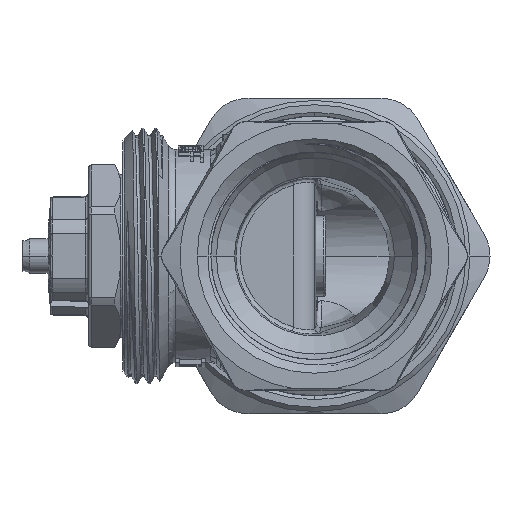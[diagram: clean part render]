
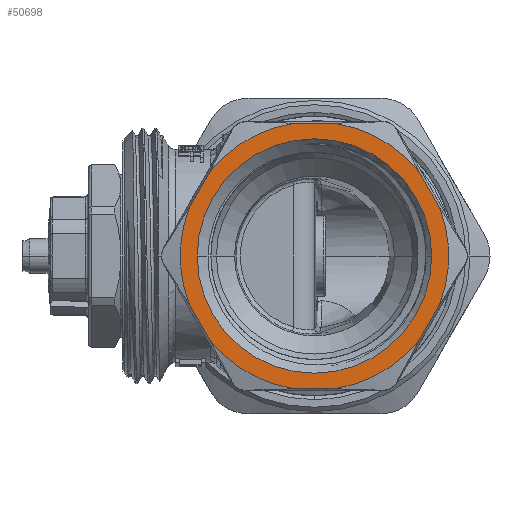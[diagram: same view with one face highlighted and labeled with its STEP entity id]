
A CAD part, left-side view. The second image highlights one B-rep face of the part: STEP entity #50698.
In plain terms, the highlighted planar face has unit normal (-1, 0, 0).
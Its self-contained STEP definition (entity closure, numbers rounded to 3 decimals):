
#18761=CARTESIAN_POINT('',(-35.,0.,0.));
#18762=DIRECTION('',(-1.,0.,0.));
#18763=DIRECTION('',(0.,-0.931,-0.364));
#18764=AXIS2_PLACEMENT_3D('',#18761,#18762,#18763);
#18766=CARTESIAN_POINT('',(-35.,0.,0.));
#18767=DIRECTION('',(1.,0.,0.));
#18768=DIRECTION('',(0.,-0.781,-0.625));
#18769=AXIS2_PLACEMENT_3D('',#18766,#18767,#18768);
#18771=CARTESIAN_POINT('',(-35.,0.,0.));
#18772=DIRECTION('',(1.,0.,0.));
#18773=DIRECTION('',(0.,0.151,-0.989));
#18774=AXIS2_PLACEMENT_3D('',#18771,#18772,#18773);
#18776=CARTESIAN_POINT('',(-35.,0.,0.));
#18777=DIRECTION('',(-1.,0.,0.));
#18778=DIRECTION('',(0.,0.151,0.989));
#18779=AXIS2_PLACEMENT_3D('',#18776,#18777,#18778);
#18781=CARTESIAN_POINT('',(-35.,0.,0.));
#18782=DIRECTION('',(-1.,0.,0.));
#18783=DIRECTION('',(0.,-0.781,0.625));
#18784=AXIS2_PLACEMENT_3D('',#18781,#18782,#18783);
#18786=CARTESIAN_POINT('',(-35.,0.,0.));
#18787=DIRECTION('',(1.,0.,0.));
#18788=DIRECTION('',(0.,-1.,0.));
#18789=AXIS2_PLACEMENT_3D('',#18786,#18787,#18788);
#18791=CARTESIAN_POINT('',(-35.,0.,0.));
#18792=DIRECTION('',(1.,0.,0.));
#18793=DIRECTION('',(0.,1.,0.));
#18794=AXIS2_PLACEMENT_3D('',#18791,#18792,#18793);
#18802=CARTESIAN_POINT('',(-35.,-14.67,-5.731));
#18809=CARTESIAN_POINT('',(-35.,-12.298,-9.839));
#18817=CARTESIAN_POINT('',(-35.,-14.67,-5.731));
#18818=CARTESIAN_POINT('',(-35.,-14.407,-6.188));
#18819=CARTESIAN_POINT('',(-35.,-13.881,-7.101));
#18820=CARTESIAN_POINT('',(-35.,-13.091,-8.471));
#18821=CARTESIAN_POINT('',(-35.,-12.563,-9.383));
#18822=CARTESIAN_POINT('',(-35.,-12.298,-9.839));
#19113=CARTESIAN_POINT('',(-35.,-12.298,9.839));
#19114=CARTESIAN_POINT('',(-35.,-12.563,9.383));
#19115=CARTESIAN_POINT('',(-35.,-13.091,8.471));
#19116=CARTESIAN_POINT('',(-35.,-13.881,7.101));
#19117=CARTESIAN_POINT('',(-35.,-14.407,6.188));
#19118=CARTESIAN_POINT('',(-35.,-14.67,5.731));
#19141=CARTESIAN_POINT('',(-35.,2.372,15.57));
#19142=CARTESIAN_POINT('',(-35.,1.845,15.571));
#19143=CARTESIAN_POINT('',(-35.,0.791,15.572));
#19144=CARTESIAN_POINT('',(-35.,-0.791,15.572));
#19145=CARTESIAN_POINT('',(-35.,-1.845,15.571));
#19146=CARTESIAN_POINT('',(-35.,-2.372,15.57));
#19171=CARTESIAN_POINT('',(-35.,14.67,5.731));
#19172=CARTESIAN_POINT('',(-35.,14.407,6.188));
#19173=CARTESIAN_POINT('',(-35.,13.881,7.102));
#19174=CARTESIAN_POINT('',(-35.,13.09,8.471));
#19175=CARTESIAN_POINT('',(-35.,12.562,9.383));
#19176=CARTESIAN_POINT('',(-35.,12.298,9.839));
#19206=CARTESIAN_POINT('',(-35.,0.,0.));
#19207=DIRECTION('',(-1.,0.,0.));
#19208=DIRECTION('',(0.,0.931,0.364));
#19209=AXIS2_PLACEMENT_3D('',#19206,#19207,#19208);
#19224=CARTESIAN_POINT('',(-35.,12.298,-9.839));
#19238=CARTESIAN_POINT('',(-35.,14.67,-5.731));
#19246=CARTESIAN_POINT('',(-35.,12.298,-9.839));
#19247=CARTESIAN_POINT('',(-35.,12.562,-9.383));
#19248=CARTESIAN_POINT('',(-35.,13.09,-8.471));
#19249=CARTESIAN_POINT('',(-35.,13.881,-7.102));
#19250=CARTESIAN_POINT('',(-35.,14.407,-6.188));
#19251=CARTESIAN_POINT('',(-35.,14.67,-5.731));
#19259=CARTESIAN_POINT('',(-35.,-2.372,-15.57));
#19268=CARTESIAN_POINT('',(-35.,2.372,-15.57));
#19276=CARTESIAN_POINT('',(-35.,-2.372,-15.57));
#19277=CARTESIAN_POINT('',(-35.,-1.845,-15.571));
#19278=CARTESIAN_POINT('',(-35.,-0.791,-15.572));
#19279=CARTESIAN_POINT('',(-35.,0.791,-15.572));
#19280=CARTESIAN_POINT('',(-35.,1.845,-15.571));
#19281=CARTESIAN_POINT('',(-35.,2.372,-15.57));
#27098=CARTESIAN_POINT('',(-35.,-13.75,0.));
#27099=CARTESIAN_POINT('',(-35.,13.75,0.));
#27100=VERTEX_POINT('',#27098);
#27101=VERTEX_POINT('',#27099);
#28108=VERTEX_POINT('',#19113);
#28109=VERTEX_POINT('',#19118);
#28112=VERTEX_POINT('',#19141);
#28113=VERTEX_POINT('',#19146);
#28116=VERTEX_POINT('',#19171);
#28117=VERTEX_POINT('',#19176);
#28121=VERTEX_POINT('',#18802);
#28122=VERTEX_POINT('',#18809);
#28125=VERTEX_POINT('',#19259);
#28126=VERTEX_POINT('',#19268);
#28129=VERTEX_POINT('',#19224);
#28130=VERTEX_POINT('',#19238);
#50662=CARTESIAN_POINT('',(-35.,0.,0.));
#50663=DIRECTION('',(1.,0.,0.));
#50664=DIRECTION('',(0.,-1.,0.));
#50665=AXIS2_PLACEMENT_3D('',#50662,#50663,#50664);
#50666=PLANE('',#50665);
#50667=ORIENTED_EDGE('',*,*,#50650,.F.);
#50669=ORIENTED_EDGE('',*,*,#50668,.T.);
#50671=ORIENTED_EDGE('',*,*,#50670,.T.);
#50673=ORIENTED_EDGE('',*,*,#50672,.T.);
#50675=ORIENTED_EDGE('',*,*,#50674,.T.);
#50677=ORIENTED_EDGE('',*,*,#50676,.T.);
#50679=ORIENTED_EDGE('',*,*,#50678,.F.);
#50681=ORIENTED_EDGE('',*,*,#50680,.T.);
#50683=ORIENTED_EDGE('',*,*,#50682,.F.);
#50685=ORIENTED_EDGE('',*,*,#50684,.T.);
#50687=ORIENTED_EDGE('',*,*,#50686,.F.);
#50689=ORIENTED_EDGE('',*,*,#50688,.T.);
#50690=EDGE_LOOP('',(#50667,#50669,#50671,#50673,#50675,#50677,#50679,#50681,
#50683,#50685,#50687,#50689));
#50691=FACE_OUTER_BOUND('',#50690,.F.);
#50693=ORIENTED_EDGE('',*,*,#50692,.F.);
#50695=ORIENTED_EDGE('',*,*,#50694,.F.);
#50696=EDGE_LOOP('',(#50693,#50695));
#50697=FACE_BOUND('',#50696,.F.);
#50698=ADVANCED_FACE('',(#50691,#50697),#50666,.F.);
#18765=CIRCLE('',#18764,15.75);
#18770=CIRCLE('',#18769,15.75);
#18775=CIRCLE('',#18774,15.75);
#18780=CIRCLE('',#18779,15.75);
#18785=CIRCLE('',#18784,15.75);
#18790=CIRCLE('',#18789,13.75);
#18795=CIRCLE('',#18794,13.75);
#18823=B_SPLINE_CURVE_WITH_KNOTS('',3,(#18817,#18818,#18819,#18820,#18821,
#18822),.UNSPECIFIED.,.F.,.F.,(4,1,1,4),(0.,0.333,
0.667,1.),.UNSPECIFIED.);
#19119=B_SPLINE_CURVE_WITH_KNOTS('',3,(#19113,#19114,#19115,#19116,#19117,
#19118),.UNSPECIFIED.,.F.,.F.,(4,1,1,4),(0.,0.333,
0.667,1.),.UNSPECIFIED.);
#19147=B_SPLINE_CURVE_WITH_KNOTS('',3,(#19141,#19142,#19143,#19144,#19145,
#19146),.UNSPECIFIED.,.F.,.F.,(4,1,1,4),(0.,0.333,
0.667,1.),.UNSPECIFIED.);
#19177=B_SPLINE_CURVE_WITH_KNOTS('',3,(#19171,#19172,#19173,#19174,#19175,
#19176),.UNSPECIFIED.,.F.,.F.,(4,1,1,4),(0.,0.333,
0.667,1.),.UNSPECIFIED.);
#19210=CIRCLE('',#19209,15.75);
#19252=B_SPLINE_CURVE_WITH_KNOTS('',3,(#19246,#19247,#19248,#19249,#19250,
#19251),.UNSPECIFIED.,.F.,.F.,(4,1,1,4),(0.,0.333,
0.667,1.),.UNSPECIFIED.);
#19282=B_SPLINE_CURVE_WITH_KNOTS('',3,(#19276,#19277,#19278,#19279,#19280,
#19281),.UNSPECIFIED.,.F.,.F.,(4,1,1,4),(0.,0.333,
0.667,1.),.UNSPECIFIED.);
#50650=EDGE_CURVE('',#28121,#28109,#18765,.T.);
#50668=EDGE_CURVE('',#28121,#28122,#18823,.T.);
#50670=EDGE_CURVE('',#28122,#28125,#18770,.T.);
#50672=EDGE_CURVE('',#28125,#28126,#19282,.T.);
#50674=EDGE_CURVE('',#28126,#28129,#18775,.T.);
#50676=EDGE_CURVE('',#28129,#28130,#19252,.T.);
#50678=EDGE_CURVE('',#28116,#28130,#19210,.T.);
#50680=EDGE_CURVE('',#28116,#28117,#19177,.T.);
#50682=EDGE_CURVE('',#28112,#28117,#18780,.T.);
#50684=EDGE_CURVE('',#28112,#28113,#19147,.T.);
#50686=EDGE_CURVE('',#28108,#28113,#18785,.T.);
#50688=EDGE_CURVE('',#28108,#28109,#19119,.T.);
#50692=EDGE_CURVE('',#27100,#27101,#18790,.T.);
#50694=EDGE_CURVE('',#27101,#27100,#18795,.T.);
